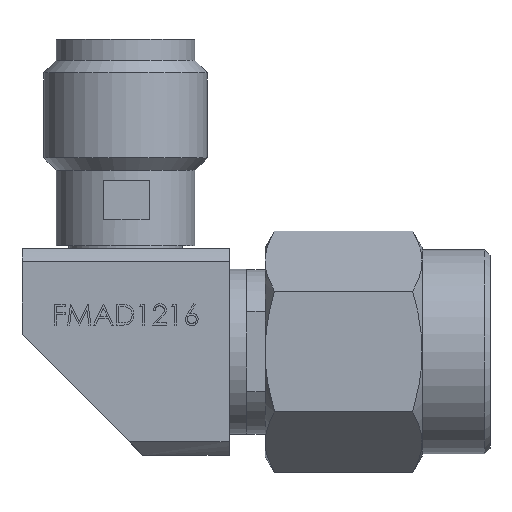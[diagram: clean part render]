
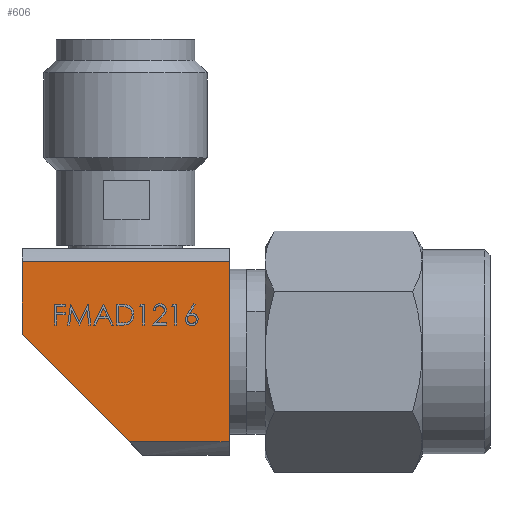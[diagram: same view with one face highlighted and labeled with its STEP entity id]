
A CAD part, top view. The second image highlights one B-rep face of the part: STEP entity #606.
In plain terms, the highlighted planar face has unit normal (0, 0, 1).
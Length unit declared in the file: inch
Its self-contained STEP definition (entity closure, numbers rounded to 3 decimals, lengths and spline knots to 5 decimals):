
#141 = VERTEX_POINT ( 'NONE', #3592 ) ;
#267 = CARTESIAN_POINT ( 'NONE',  ( -0.33858, 0.13553, 0.15591 ) ) ;
#420 = CARTESIAN_POINT ( 'NONE',  ( -0.33858, 0.13553, 0.15591 ) ) ;
#445 = ORIENTED_EDGE ( 'NONE', *, *, #4421, .T. ) ;
#477 = CARTESIAN_POINT ( 'NONE',  ( -0.33858, 0.13553, 0.15591 ) ) ;
#606 = ADVANCED_FACE ( 'NONE', ( #5746 ), #1898, .T. ) ;
#1073 = LINE ( 'NONE', #477, #1788 ) ;
#1116 = VECTOR ( 'NONE', #2092, 39.37008 ) ;
#1184 = DIRECTION ( 'NONE',  ( 1., 0., 0. ) ) ;
#1418 = ORIENTED_EDGE ( 'NONE', *, *, #2483, .T. ) ;
#1620 = CARTESIAN_POINT ( 'NONE',  ( -0.33858, 0.02598, 0.15591 ) ) ;
#1788 = VECTOR ( 'NONE', #7187, 39.37008 ) ;
#1851 = VECTOR ( 'NONE', #2010, 39.37008 ) ;
#1871 = LINE ( 'NONE', #3451, #2831 ) ;
#1898 = PLANE ( 'NONE',  #5014 ) ;
#2010 = DIRECTION ( 'NONE',  ( 0., 1., 0. ) ) ;
#2092 = DIRECTION ( 'NONE',  ( 0.707, -0.707, 0. ) ) ;
#2347 = CARTESIAN_POINT ( 'NONE',  ( -0.17707, -0.13553, 0.15591 ) ) ;
#2483 = EDGE_CURVE ( 'NONE', #5754, #6126, #4784, .T. ) ;
#2658 = DIRECTION ( 'NONE',  ( 0., -1., 0. ) ) ;
#2831 = VECTOR ( 'NONE', #1184, 39.37008 ) ;
#2881 = DIRECTION ( 'NONE',  ( 1., 0., 0. ) ) ;
#2913 = CARTESIAN_POINT ( 'NONE',  ( -0.02677, 0.13553, 0.15591 ) ) ;
#2921 = CARTESIAN_POINT ( 'NONE',  ( -0.02677, -0.13553, 0.15591 ) ) ;
#3451 = CARTESIAN_POINT ( 'NONE',  ( -0.17707, -0.13553, 0.15591 ) ) ;
#3512 = EDGE_CURVE ( 'NONE', #141, #5429, #7069, .T. ) ;
#3592 = CARTESIAN_POINT ( 'NONE',  ( -0.33858, 0.02598, 0.15591 ) ) ;
#4121 = VERTEX_POINT ( 'NONE', #267 ) ;
#4421 = EDGE_CURVE ( 'NONE', #5429, #5754, #1871, .T. ) ;
#4574 = CARTESIAN_POINT ( 'NONE',  ( 0., 0., 0.15591 ) ) ;
#4784 = LINE ( 'NONE', #7021, #1851 ) ;
#4994 = ORIENTED_EDGE ( 'NONE', *, *, #5299, .T. ) ;
#5014 = AXIS2_PLACEMENT_3D ( 'NONE', #4574, #6803, #2881 ) ;
#5299 = EDGE_CURVE ( 'NONE', #4121, #141, #6074, .T. ) ;
#5429 = VERTEX_POINT ( 'NONE', #2347 ) ;
#5670 = EDGE_CURVE ( 'NONE', #4121, #6126, #1073, .T. ) ;
#5746 = FACE_OUTER_BOUND ( 'NONE', #6830, .T. ) ;
#5754 = VERTEX_POINT ( 'NONE', #2921 ) ;
#6074 = LINE ( 'NONE', #420, #6474 ) ;
#6126 = VERTEX_POINT ( 'NONE', #2913 ) ;
#6474 = VECTOR ( 'NONE', #2658, 39.37008 ) ;
#6704 = ORIENTED_EDGE ( 'NONE', *, *, #3512, .T. ) ;
#6803 = DIRECTION ( 'NONE',  ( 0., 0., 1. ) ) ;
#6830 = EDGE_LOOP ( 'NONE', ( #1418, #7002, #4994, #6704, #445 ) ) ;
#7002 = ORIENTED_EDGE ( 'NONE', *, *, #5670, .F. ) ;
#7021 = CARTESIAN_POINT ( 'NONE',  ( -0.02677, -0.13553, 0.15591 ) ) ;
#7069 = LINE ( 'NONE', #1620, #1116 ) ;
#7187 = DIRECTION ( 'NONE',  ( 1., 0., 0. ) ) ;
